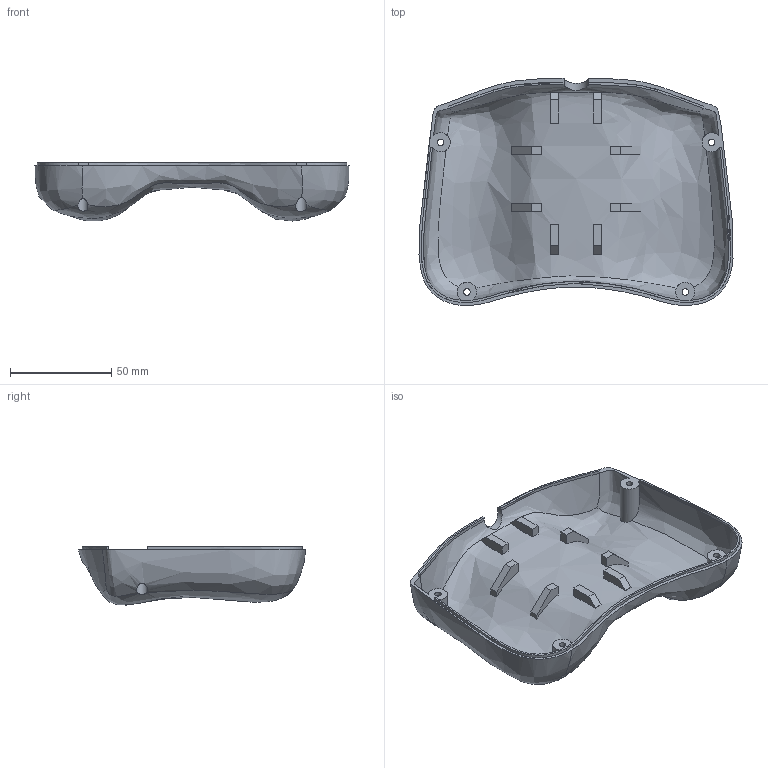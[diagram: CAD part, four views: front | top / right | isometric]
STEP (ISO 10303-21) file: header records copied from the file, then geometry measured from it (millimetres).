
FILE_DESCRIPTION(/* description */ (''),/* implementation_level */ '2;1');
FILE_NAME(/* name */ 'Case bottom.step',/* time_stamp */ '2025-08-04T10:51:50+07:00',/* author */ (''),/* organization */ (''),/* preprocessor_version */ 'ST-DEVELOPER v20.1',/* originating_system */ 'Autodesk Translation Framework v14.10.0.0',/* authorisation */ '');
FILE_SCHEMA (('AUTOMOTIVE_DESIGN { 1 0 10303 214 3 1 1 }'));
Length unit declared in the file: millimetre
Products named in the file (1): Case
Bounding box: 155.27 x 112.33 x 28.78 mm (x, y, z)
Volume: 60194.1 mm3; surface area: 49368.9 mm2
Topology: 1 solids, 1 shells, 103 faces, 267 edges, 174 vertices
Faces by surface type: plane 68, bspline 22, cylinder 13
Full cylindrical faces by diameter (mm): 3.2 x4, 5 x1, 5.5 x3
Entity records: 8019 total; most frequent: CARTESIAN_POINT 5719, ORIENTED_EDGE 534, DIRECTION 334, EDGE_CURVE 267, VERTEX_POINT 174, LINE 138, VECTOR 138, EDGE_LOOP 119
